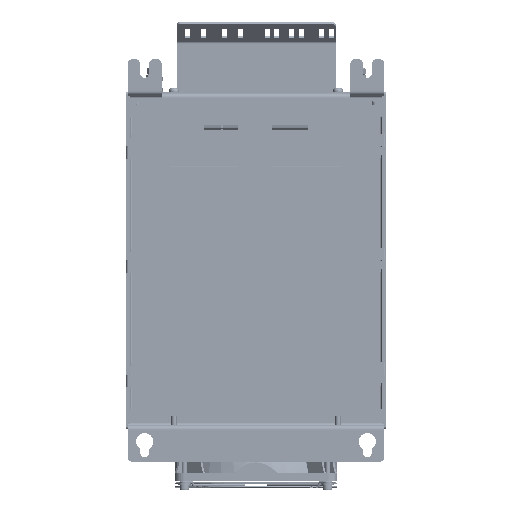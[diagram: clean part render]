
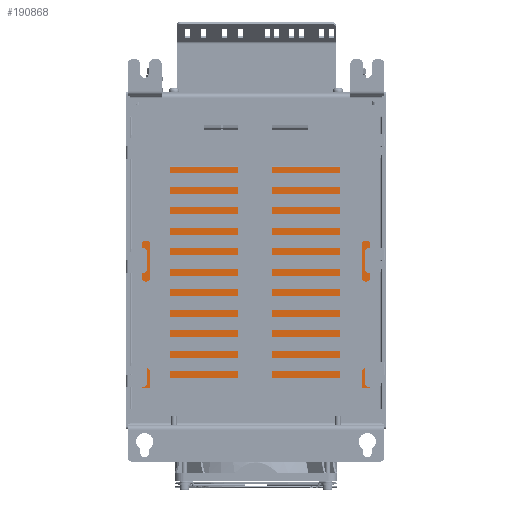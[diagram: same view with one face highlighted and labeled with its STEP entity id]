
A CAD part, front view. The second image highlights one B-rep face of the part: STEP entity #190868.
In plain terms, the highlighted planar face has unit normal (0, -1, 0).
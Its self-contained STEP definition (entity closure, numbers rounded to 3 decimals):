
#5785=FACE_BOUND('',#27072,.T.);
#5786=FACE_BOUND('',#27073,.T.);
#5787=FACE_BOUND('',#27074,.T.);
#5788=FACE_BOUND('',#27075,.T.);
#5789=FACE_BOUND('',#27076,.T.);
#9446=PLANE('',#203382);
#16765=FACE_OUTER_BOUND('',#27071,.T.);
#27071=EDGE_LOOP('',(#144606,#144607,#144608,#144609));
#27072=EDGE_LOOP('',(#144610));
#27073=EDGE_LOOP('',(#144611));
#27074=EDGE_LOOP('',(#144612));
#27075=EDGE_LOOP('',(#144613));
#27076=EDGE_LOOP('',(#144614));
#42024=LINE('',#279719,#61040);
#42493=LINE('',#281544,#61509);
#42697=LINE('',#282043,#61713);
#42700=LINE('',#282049,#61716);
#61040=VECTOR('',#229869,10.);
#61509=VECTOR('',#231526,10.);
#61713=VECTOR('',#232038,10.);
#61716=VECTOR('',#232045,10.);
#74566=CIRCLE('',#203383,1.23);
#74567=CIRCLE('',#203384,1.23);
#74568=CIRCLE('',#203385,1.23);
#74569=CIRCLE('',#203386,1.23);
#74570=CIRCLE('',#203387,1.23);
#83632=VERTEX_POINT('',#279716);
#83633=VERTEX_POINT('',#279718);
#84366=VERTEX_POINT('',#281467);
#84377=VERTEX_POINT('',#281489);
#84538=VERTEX_POINT('',#282050);
#84539=VERTEX_POINT('',#282052);
#84540=VERTEX_POINT('',#282054);
#84541=VERTEX_POINT('',#282056);
#84542=VERTEX_POINT('',#282058);
#105215=EDGE_CURVE('',#83632,#83633,#42024,.T.);
#106137=EDGE_CURVE('',#84366,#84377,#42493,.T.);
#106394=EDGE_CURVE('',#83632,#84377,#42697,.T.);
#106397=EDGE_CURVE('',#84366,#83633,#42700,.T.);
#106398=EDGE_CURVE('',#84538,#84538,#74566,.T.);
#106399=EDGE_CURVE('',#84539,#84539,#74567,.T.);
#106400=EDGE_CURVE('',#84540,#84540,#74568,.T.);
#106401=EDGE_CURVE('',#84541,#84541,#74569,.T.);
#106402=EDGE_CURVE('',#84542,#84542,#74570,.T.);
#144606=ORIENTED_EDGE('',*,*,#106137,.F.);
#144607=ORIENTED_EDGE('',*,*,#106397,.T.);
#144608=ORIENTED_EDGE('',*,*,#105215,.F.);
#144609=ORIENTED_EDGE('',*,*,#106394,.T.);
#144610=ORIENTED_EDGE('',*,*,#106398,.T.);
#144611=ORIENTED_EDGE('',*,*,#106399,.T.);
#144612=ORIENTED_EDGE('',*,*,#106400,.T.);
#144613=ORIENTED_EDGE('',*,*,#106401,.T.);
#144614=ORIENTED_EDGE('',*,*,#106402,.T.);
#190868=ADVANCED_FACE('',(#16765,#5785,#5786,#5787,#5788,#5789),#9446,.F.);
#203382=AXIS2_PLACEMENT_3D('',#282048,#232043,#232044);
#203383=AXIS2_PLACEMENT_3D('',#282051,#232046,#232047);
#203384=AXIS2_PLACEMENT_3D('',#282053,#232048,#232049);
#203385=AXIS2_PLACEMENT_3D('',#282055,#232050,#232051);
#203386=AXIS2_PLACEMENT_3D('',#282057,#232052,#232053);
#203387=AXIS2_PLACEMENT_3D('',#282059,#232054,#232055);
#229869=DIRECTION('',(0.,0.,1.));
#231526=DIRECTION('',(0.,0.,-1.));
#232038=DIRECTION('',(1.,0.,0.));
#232043=DIRECTION('center_axis',(0.,1.,0.));
#232044=DIRECTION('ref_axis',(0.,0.,
1.));
#232045=DIRECTION('',(-1.,0.,0.));
#232046=DIRECTION('center_axis',(0.,1.,0.));
#232047=DIRECTION('ref_axis',(0.,0.,
1.));
#232048=DIRECTION('center_axis',(0.,1.,0.));
#232049=DIRECTION('ref_axis',(0.,0.,
1.));
#232050=DIRECTION('center_axis',(0.,1.,0.));
#232051=DIRECTION('ref_axis',(0.,0.,
1.));
#232052=DIRECTION('center_axis',(0.,1.,0.));
#232053=DIRECTION('ref_axis',(0.,0.,
1.));
#232054=DIRECTION('center_axis',(0.,1.,0.));
#232055=DIRECTION('ref_axis',(0.,0.,
1.));
#279716=CARTESIAN_POINT('',(10.,129.49,-241.));
#279718=CARTESIAN_POINT('',(10.,129.49,-79.));
#279719=CARTESIAN_POINT('',(10.,129.49,-246.));
#281467=CARTESIAN_POINT('',(180.,129.49,-79.));
#281489=CARTESIAN_POINT('',(180.,129.49,-241.));
#281544=CARTESIAN_POINT('',(180.,129.49,-49.));
#282043=CARTESIAN_POINT('',(1.097,129.49,-241.));
#282048=CARTESIAN_POINT('Origin',(94.997,129.49,-158.5));
#282049=CARTESIAN_POINT('',(141.948,129.49,-79.));
#282050=CARTESIAN_POINT('',(14.577,129.49,-106.553));
#282051=CARTESIAN_POINT('Origin',(14.577,129.49,-105.323));
#282052=CARTESIAN_POINT('',(59.027,129.49,-226.573));
#282053=CARTESIAN_POINT('Origin',(59.027,129.49,-225.343));
#282054=CARTESIAN_POINT('',(14.577,129.49,-226.573));
#282055=CARTESIAN_POINT('Origin',(14.577,129.49,-225.343));
#282056=CARTESIAN_POINT('',(45.057,129.49,-191.013));
#282057=CARTESIAN_POINT('Origin',(45.057,129.49,-189.783));
#282058=CARTESIAN_POINT('',(59.027,129.49,-106.553));
#282059=CARTESIAN_POINT('Origin',(59.027,129.49,-105.323));
